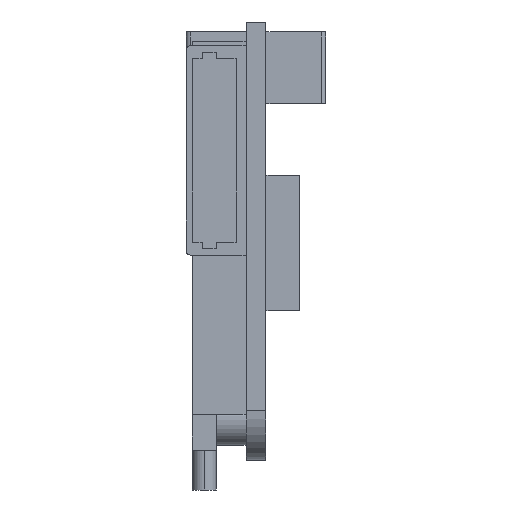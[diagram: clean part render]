
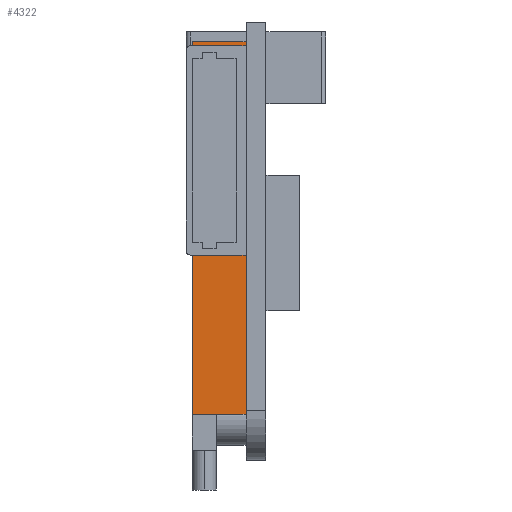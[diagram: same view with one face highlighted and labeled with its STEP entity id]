
A CAD part, left-side view. The second image highlights one B-rep face of the part: STEP entity #4322.
In plain terms, the highlighted planar face has unit normal (-1, 0, 0).
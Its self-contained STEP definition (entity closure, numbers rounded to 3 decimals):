
#314 = ORIENTED_EDGE ( 'NONE', *, *, #5676, .T. ) ;
#338 = FACE_OUTER_BOUND ( 'NONE', #3068, .T. ) ;
#416 = LINE ( 'NONE', #6327, #3602 ) ;
#589 = CARTESIAN_POINT ( 'NONE',  ( -11., 3.7, -8.7 ) ) ;
#593 = VERTEX_POINT ( 'NONE', #2440 ) ;
#822 = EDGE_CURVE ( 'NONE', #5905, #3102, #1850, .T. ) ;
#839 = CARTESIAN_POINT ( 'NONE',  ( -11., 3.7, 10. ) ) ;
#851 = ORIENTED_EDGE ( 'NONE', *, *, #822, .F. ) ;
#862 = VECTOR ( 'NONE', #6311, 1000. ) ;
#1026 = VECTOR ( 'NONE', #2812, 1000. ) ;
#1329 = CARTESIAN_POINT ( 'NONE',  ( -11., 3.7, -8.7 ) ) ;
#1850 = LINE ( 'NONE', #2635, #5515 ) ;
#2238 = ORIENTED_EDGE ( 'NONE', *, *, #3067, .T. ) ;
#2420 = LINE ( 'NONE', #5302, #1026 ) ;
#2440 = CARTESIAN_POINT ( 'NONE',  ( -11., 1., -8.7 ) ) ;
#2635 = CARTESIAN_POINT ( 'NONE',  ( -11., 3.7, 10. ) ) ;
#2654 = CARTESIAN_POINT ( 'NONE',  ( -11., 1., 10. ) ) ;
#2812 = DIRECTION ( 'NONE',  ( 0., -1., 0. ) ) ;
#2814 = CARTESIAN_POINT ( 'NONE',  ( -11., 3.7, 10. ) ) ;
#2865 = EDGE_CURVE ( 'NONE', #3102, #5949, #2420, .T. ) ;
#3067 = EDGE_CURVE ( 'NONE', #5905, #593, #3429, .T. ) ;
#3068 = EDGE_LOOP ( 'NONE', ( #314, #4976, #851, #2238 ) ) ;
#3102 = VERTEX_POINT ( 'NONE', #839 ) ;
#3313 = DIRECTION ( 'NONE',  ( 0., 0., 1. ) ) ;
#3429 = LINE ( 'NONE', #1329, #862 ) ;
#3580 = DIRECTION ( 'NONE',  ( 0., 0., 1. ) ) ;
#3602 = VECTOR ( 'NONE', #3313, 1000. ) ;
#4282 = PLANE ( 'NONE',  #4636 ) ;
#4322 = ADVANCED_FACE ( 'NONE', ( #338 ), #4282, .F. ) ;
#4636 = AXIS2_PLACEMENT_3D ( 'NONE', #2814, #4834, #5822 ) ;
#4834 = DIRECTION ( 'NONE',  ( 1., 0., 0. ) ) ;
#4976 = ORIENTED_EDGE ( 'NONE', *, *, #2865, .F. ) ;
#5302 = CARTESIAN_POINT ( 'NONE',  ( -11., 3.7, 10. ) ) ;
#5515 = VECTOR ( 'NONE', #3580, 1000. ) ;
#5676 = EDGE_CURVE ( 'NONE', #593, #5949, #416, .T. ) ;
#5822 = DIRECTION ( 'NONE',  ( 0., 0., -1. ) ) ;
#5905 = VERTEX_POINT ( 'NONE', #589 ) ;
#5949 = VERTEX_POINT ( 'NONE', #2654 ) ;
#6311 = DIRECTION ( 'NONE',  ( 0., -1., 0. ) ) ;
#6327 = CARTESIAN_POINT ( 'NONE',  ( -11., 1., 10. ) ) ;
